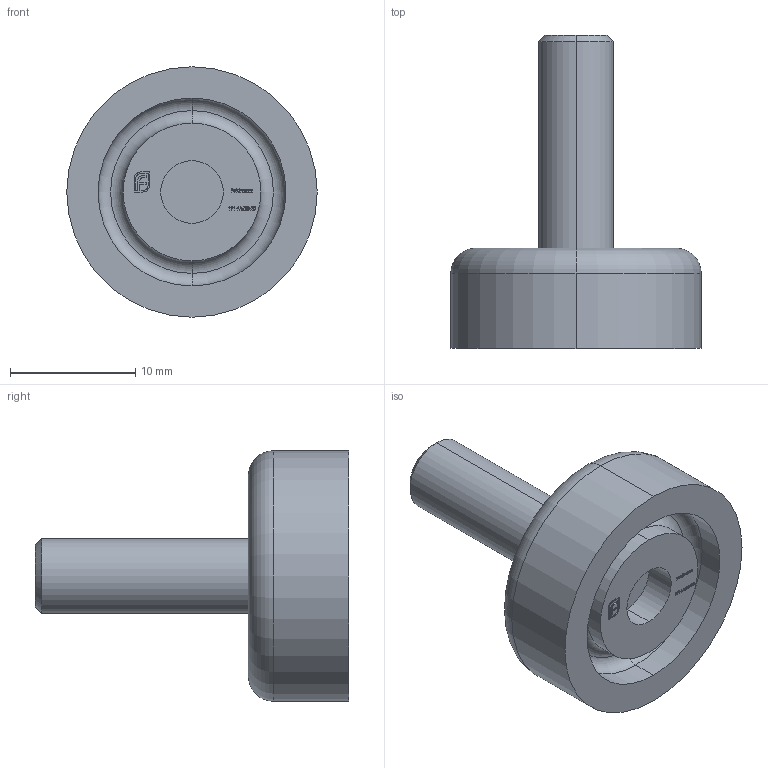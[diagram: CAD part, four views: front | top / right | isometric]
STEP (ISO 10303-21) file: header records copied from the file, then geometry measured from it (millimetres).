
FILE_DESCRIPTION (( 'STEP AP203' ), '1' );
FILE_NAME ('191-M620-20.step', '2021-01-29T09:04:58', ( '' ), ( '' ), 'SwSTEP 2.0', 'SolidWorks 2018', '' );
FILE_SCHEMA (( 'CONFIG_CONTROL_DESIGN' ));
Length unit declared in the file: millimetre
Products named in the file (2): 191-M620-20
Bounding box: 20 x 25 x 20 mm (x, y, z)
Volume: 2607.2 mm3; surface area: 1798.7 mm2
Topology: 2 solids, 2 shells, 295 faces, 773 edges, 512 vertices
Faces by surface type: plane 159, bspline 116, cylinder 12, torus 6, cone 2
Entity records: 14984 total; most frequent: CARTESIAN_POINT 8322, ORIENTED_EDGE 1546, DIRECTION 939, EDGE_CURVE 773, VERTEX_POINT 512, VECTOR 505, LINE 505, EDGE_LOOP 325
